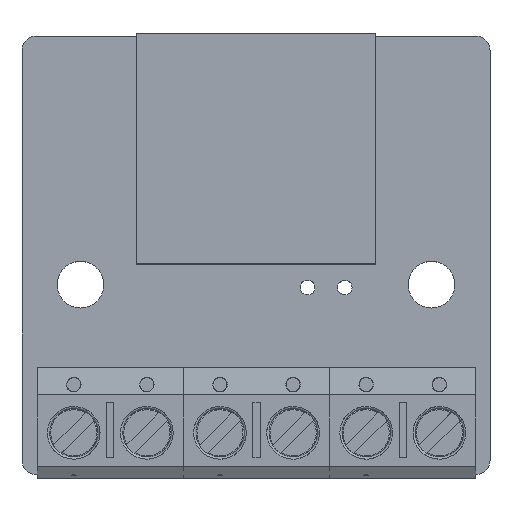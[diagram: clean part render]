
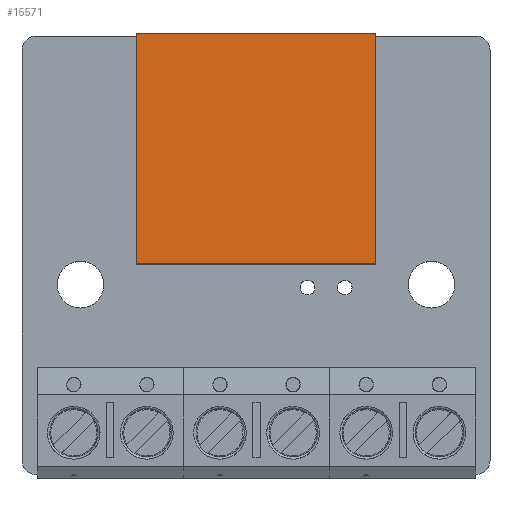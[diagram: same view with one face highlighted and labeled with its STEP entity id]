
A CAD part, top view. The second image highlights one B-rep face of the part: STEP entity #15571.
In plain terms, the highlighted free-form (B-spline) face has degree [1, 1] with [2, 2] control points.
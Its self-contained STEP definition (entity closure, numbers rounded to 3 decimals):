
#10203 = B_SPLINE_SURFACE_WITH_KNOTS('',1,1,(
    (#10204,#10205)
    ,(#10206,#10207
    )),.UNSPECIFIED.,.F.,.F.,.F.,(2,2),(2,2),(0.5,
    13.16),(0.,15.75),
  .PIECEWISE_BEZIER_KNOTS.);
#10204 = CARTESIAN_POINT('',(-8.19,-5.293,0.8));
#10205 = CARTESIAN_POINT('',(-8.19,10.457,0.8));
#10206 = CARTESIAN_POINT('',(-8.19,-5.293,13.46));
#10207 = CARTESIAN_POINT('',(-8.19,10.457,13.46));
#10226 = VERTEX_POINT('',#10227);
#10227 = CARTESIAN_POINT('',(-8.19,-5.293,13.46));
#10239 = B_SPLINE_SURFACE_WITH_KNOTS('',1,1,(
    (#10240,#10241)
    ,(#10242,#10243
  )),.UNSPECIFIED.,.F.,.F.,.F.,(2,2),(2,2),(-8.19,8.19),(0.3,
    13.46),.PIECEWISE_BEZIER_KNOTS.);
#10240 = CARTESIAN_POINT('',(-8.19,-5.293,0.3));
#10241 = CARTESIAN_POINT('',(-8.19,-5.293,13.46));
#10242 = CARTESIAN_POINT('',(8.19,-5.293,0.3));
#10243 = CARTESIAN_POINT('',(8.19,-5.293,13.46));
#10250 = EDGE_CURVE('',#10226,#10251,#10253,.T.);
#10251 = VERTEX_POINT('',#10252);
#10252 = CARTESIAN_POINT('',(-8.19,10.457,13.46));
#10253 = SURFACE_CURVE('',#10254,(#10257,#10263),.PCURVE_S1.);
#10254 = B_SPLINE_CURVE_WITH_KNOTS('',1,(#10255,#10256),.UNSPECIFIED.,
  .F.,.F.,(2,2),(0.,15.75),.PIECEWISE_BEZIER_KNOTS.);
#10255 = CARTESIAN_POINT('',(-8.19,-5.293,13.46));
#10256 = CARTESIAN_POINT('',(-8.19,10.457,13.46));
#10257 = PCURVE('',#10203,#10258);
#10258 = DEFINITIONAL_REPRESENTATION('',(#10259),#10262);
#10259 = B_SPLINE_CURVE_WITH_KNOTS('',1,(#10260,#10261),.UNSPECIFIED.,
  .F.,.F.,(2,2),(0.,15.75),.PIECEWISE_BEZIER_KNOTS.);
#10260 = CARTESIAN_POINT('',(13.16,0.));
#10261 = CARTESIAN_POINT('',(13.16,15.75));
#10262 = ( GEOMETRIC_REPRESENTATION_CONTEXT(2) 
PARAMETRIC_REPRESENTATION_CONTEXT() REPRESENTATION_CONTEXT('2D SPACE',''
  ) );
#10263 = PCURVE('',#10264,#10269);
#10264 = B_SPLINE_SURFACE_WITH_KNOTS('',1,1,(
    (#10265,#10266)
    ,(#10267,#10268
    )),.UNSPECIFIED.,.F.,.F.,.F.,(2,2),(2,2),(0.,
    16.38),(0.,15.75),
  .PIECEWISE_BEZIER_KNOTS.);
#10265 = CARTESIAN_POINT('',(-8.19,-5.293,13.46));
#10266 = CARTESIAN_POINT('',(-8.19,10.457,13.46));
#10267 = CARTESIAN_POINT('',(8.19,-5.293,
    13.46));
#10268 = CARTESIAN_POINT('',(8.19,10.457,
    13.46));
#10269 = DEFINITIONAL_REPRESENTATION('',(#10270),#10273);
#10270 = B_SPLINE_CURVE_WITH_KNOTS('',1,(#10271,#10272),.UNSPECIFIED.,
  .F.,.F.,(2,2),(0.,15.75),.PIECEWISE_BEZIER_KNOTS.);
#10271 = CARTESIAN_POINT('',(0.,0.));
#10272 = CARTESIAN_POINT('',(0.,15.75));
#10273 = ( GEOMETRIC_REPRESENTATION_CONTEXT(2) 
PARAMETRIC_REPRESENTATION_CONTEXT() REPRESENTATION_CONTEXT('2D SPACE',''
  ) );
#10289 = B_SPLINE_SURFACE_WITH_KNOTS('',1,1,(
    (#10290,#10291)
    ,(#10292,#10293
    )),.UNSPECIFIED.,.F.,.F.,.F.,(2,2),(2,2),(-8.19,
    8.19),(2.3,13.46),.PIECEWISE_BEZIER_KNOTS.);
#10290 = CARTESIAN_POINT('',(8.19,10.457,2.3));
#10291 = CARTESIAN_POINT('',(8.19,10.457,
    13.46));
#10292 = CARTESIAN_POINT('',(-8.19,10.457,2.3));
#10293 = CARTESIAN_POINT('',(-8.19,10.457,
    13.46));
#10382 = EDGE_CURVE('',#10251,#10383,#10385,.T.);
#10383 = VERTEX_POINT('',#10384);
#10384 = CARTESIAN_POINT('',(8.19,10.457,
    13.46));
#10385 = SURFACE_CURVE('',#10386,(#10389,#10395),.PCURVE_S1.);
#10386 = B_SPLINE_CURVE_WITH_KNOTS('',1,(#10387,#10388),.UNSPECIFIED.,
  .F.,.F.,(2,2),(0.,16.38),.PIECEWISE_BEZIER_KNOTS.);
#10387 = CARTESIAN_POINT('',(-8.19,10.457,13.46));
#10388 = CARTESIAN_POINT('',(8.19,10.457,
    13.46));
#10389 = PCURVE('',#10289,#10390);
#10390 = DEFINITIONAL_REPRESENTATION('',(#10391),#10394);
#10391 = B_SPLINE_CURVE_WITH_KNOTS('',1,(#10392,#10393),.UNSPECIFIED.,
  .F.,.F.,(2,2),(0.,16.38),.PIECEWISE_BEZIER_KNOTS.);
#10392 = CARTESIAN_POINT('',(8.19,13.46));
#10393 = CARTESIAN_POINT('',(-8.19,13.46));
#10394 = ( GEOMETRIC_REPRESENTATION_CONTEXT(2) 
PARAMETRIC_REPRESENTATION_CONTEXT() REPRESENTATION_CONTEXT('2D SPACE',''
  ) );
#10395 = PCURVE('',#10264,#10396);
#10396 = DEFINITIONAL_REPRESENTATION('',(#10397),#10400);
#10397 = B_SPLINE_CURVE_WITH_KNOTS('',1,(#10398,#10399),.UNSPECIFIED.,
  .F.,.F.,(2,2),(0.,16.38),.PIECEWISE_BEZIER_KNOTS.);
#10398 = CARTESIAN_POINT('',(0.,15.75));
#10399 = CARTESIAN_POINT('',(16.38,15.75));
#10400 = ( GEOMETRIC_REPRESENTATION_CONTEXT(2) 
PARAMETRIC_REPRESENTATION_CONTEXT() REPRESENTATION_CONTEXT('2D SPACE',''
  ) );
#10416 = B_SPLINE_SURFACE_WITH_KNOTS('',1,1,(
    (#10417,#10418)
    ,(#10419,#10420
    )),.UNSPECIFIED.,.F.,.F.,.F.,(2,2),(2,2),(0.,
    12.66),(0.,15.75),.PIECEWISE_BEZIER_KNOTS.);
#10417 = CARTESIAN_POINT('',(8.19,-5.293,13.46));
#10418 = CARTESIAN_POINT('',(8.19,10.457,13.46));
#10419 = CARTESIAN_POINT('',(8.19,-5.293,0.8));
#10420 = CARTESIAN_POINT('',(8.19,10.457,0.8));
#10549 = EDGE_CURVE('',#10550,#10383,#10552,.T.);
#10550 = VERTEX_POINT('',#10551);
#10551 = CARTESIAN_POINT('',(8.19,-5.293,13.46));
#10552 = SURFACE_CURVE('',#10553,(#10556,#10562),.PCURVE_S1.);
#10553 = B_SPLINE_CURVE_WITH_KNOTS('',1,(#10554,#10555),.UNSPECIFIED.,
  .F.,.F.,(2,2),(0.,15.75),.PIECEWISE_BEZIER_KNOTS.);
#10554 = CARTESIAN_POINT('',(8.19,-5.293,13.46));
#10555 = CARTESIAN_POINT('',(8.19,10.457,13.46));
#10556 = PCURVE('',#10416,#10557);
#10557 = DEFINITIONAL_REPRESENTATION('',(#10558),#10561);
#10558 = B_SPLINE_CURVE_WITH_KNOTS('',1,(#10559,#10560),.UNSPECIFIED.,
  .F.,.F.,(2,2),(0.,15.75),.PIECEWISE_BEZIER_KNOTS.);
#10559 = CARTESIAN_POINT('',(0.,0.));
#10560 = CARTESIAN_POINT('',(0.,15.75));
#10561 = ( GEOMETRIC_REPRESENTATION_CONTEXT(2) 
PARAMETRIC_REPRESENTATION_CONTEXT() REPRESENTATION_CONTEXT('2D SPACE',''
  ) );
#10562 = PCURVE('',#10264,#10563);
#10563 = DEFINITIONAL_REPRESENTATION('',(#10564),#10567);
#10564 = B_SPLINE_CURVE_WITH_KNOTS('',1,(#10565,#10566),.UNSPECIFIED.,
  .F.,.F.,(2,2),(0.,15.75),.PIECEWISE_BEZIER_KNOTS.);
#10565 = CARTESIAN_POINT('',(16.38,0.));
#10566 = CARTESIAN_POINT('',(16.38,15.75));
#10567 = ( GEOMETRIC_REPRESENTATION_CONTEXT(2) 
PARAMETRIC_REPRESENTATION_CONTEXT() REPRESENTATION_CONTEXT('2D SPACE',''
  ) );
#14605 = EDGE_CURVE('',#10226,#10550,#14606,.T.);
#14606 = SURFACE_CURVE('',#14607,(#14610,#14616),.PCURVE_S1.);
#14607 = B_SPLINE_CURVE_WITH_KNOTS('',1,(#14608,#14609),.UNSPECIFIED.,
  .F.,.F.,(2,2),(0.,16.38),.PIECEWISE_BEZIER_KNOTS.);
#14608 = CARTESIAN_POINT('',(-8.19,-5.293,13.46));
#14609 = CARTESIAN_POINT('',(8.19,-5.293,13.46));
#14610 = PCURVE('',#10239,#14611);
#14611 = DEFINITIONAL_REPRESENTATION('',(#14612),#14615);
#14612 = B_SPLINE_CURVE_WITH_KNOTS('',1,(#14613,#14614),.UNSPECIFIED.,
  .F.,.F.,(2,2),(0.,16.38),.PIECEWISE_BEZIER_KNOTS.);
#14613 = CARTESIAN_POINT('',(-8.19,13.46));
#14614 = CARTESIAN_POINT('',(8.19,13.46));
#14615 = ( GEOMETRIC_REPRESENTATION_CONTEXT(2) 
PARAMETRIC_REPRESENTATION_CONTEXT() REPRESENTATION_CONTEXT('2D SPACE',''
  ) );
#14616 = PCURVE('',#10264,#14617);
#14617 = DEFINITIONAL_REPRESENTATION('',(#14618),#14621);
#14618 = B_SPLINE_CURVE_WITH_KNOTS('',1,(#14619,#14620),.UNSPECIFIED.,
  .F.,.F.,(2,2),(0.,16.38),.PIECEWISE_BEZIER_KNOTS.);
#14619 = CARTESIAN_POINT('',(0.,0.));
#14620 = CARTESIAN_POINT('',(16.38,0.));
#14621 = ( GEOMETRIC_REPRESENTATION_CONTEXT(2) 
PARAMETRIC_REPRESENTATION_CONTEXT() REPRESENTATION_CONTEXT('2D SPACE',''
  ) );
#15571 = ADVANCED_FACE('',(#15572),#10264,.T.);
#15572 = FACE_BOUND('',#15573,.T.);
#15573 = EDGE_LOOP('',(#15574,#15575,#15576,#15577));
#15574 = ORIENTED_EDGE('',*,*,#10549,.T.);
#15575 = ORIENTED_EDGE('',*,*,#10382,.F.);
#15576 = ORIENTED_EDGE('',*,*,#10250,.F.);
#15577 = ORIENTED_EDGE('',*,*,#14605,.T.);
